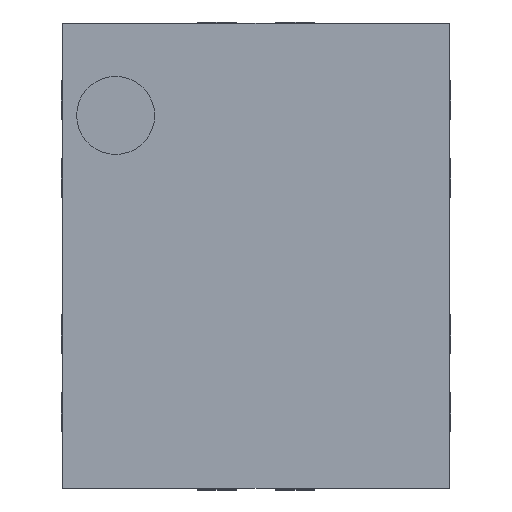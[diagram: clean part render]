
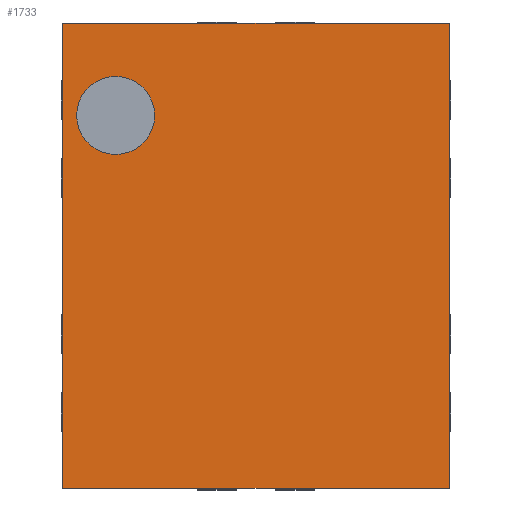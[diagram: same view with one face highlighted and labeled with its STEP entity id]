
A CAD part, top view. The second image highlights one B-rep face of the part: STEP entity #1733.
In plain terms, the highlighted planar face has unit normal (0, 0, 1).
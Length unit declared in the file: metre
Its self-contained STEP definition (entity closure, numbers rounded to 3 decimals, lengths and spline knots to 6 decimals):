
#116=LINE('',#2595,#335);
#117=LINE('',#2598,#336);
#118=LINE('',#2600,#337);
#119=LINE('',#2602,#338);
#335=VECTOR('',#2106,1.);
#336=VECTOR('',#2107,1.);
#337=VECTOR('',#2108,1.);
#338=VECTOR('',#2109,1.);
#603=ORIENTED_EDGE('',*,*,#954,.T.);
#604=ORIENTED_EDGE('',*,*,#1070,.F.);
#605=ORIENTED_EDGE('',*,*,#1071,.T.);
#606=ORIENTED_EDGE('',*,*,#1072,.T.);
#607=ORIENTED_EDGE('',*,*,#1073,.F.);
#954=EDGE_CURVE('',#1199,#1199,#1363,.T.);
#1070=EDGE_CURVE('',#1293,#1294,#116,.T.);
#1071=EDGE_CURVE('',#1293,#1295,#117,.T.);
#1072=EDGE_CURVE('',#1295,#1296,#118,.T.);
#1073=EDGE_CURVE('',#1294,#1296,#119,.T.);
#1199=VERTEX_POINT('',#2351);
#1293=VERTEX_POINT('',#2596);
#1294=VERTEX_POINT('',#2597);
#1295=VERTEX_POINT('',#2599);
#1296=VERTEX_POINT('',#2601);
#1363=CIRCLE('',#1791,0.00025);
#1425=EDGE_LOOP('',(#603));
#1426=EDGE_LOOP('',(#604,#605,#606,#607));
#1514=FACE_BOUND('',#1425,.T.);
#1515=FACE_BOUND('',#1426,.T.);
#1601=PLANE('',#1837);
#1733=ADVANCED_FACE('',(#1514,#1515),#1601,.T.);
#1791=AXIS2_PLACEMENT_3D('',#2350,#1908,#1909);
#1837=AXIS2_PLACEMENT_3D('',#2594,#2104,#2105);
#1908=DIRECTION('',(0.,0.,-1.));
#1909=DIRECTION('',(0.,-1.,0.));
#2104=DIRECTION('',(0.,0.,1.));
#2105=DIRECTION('',(0.,-1.,0.));
#2106=DIRECTION('',(1.,0.,0.));
#2107=DIRECTION('',(0.,-1.,0.));
#2108=DIRECTION('',(1.,0.,0.));
#2109=DIRECTION('',(0.,-1.,0.));
#2350=CARTESIAN_POINT('',(-0.0009,0.0009,0.00077));
#2351=CARTESIAN_POINT('',(-0.0009,0.00065,0.00077));
#2594=CARTESIAN_POINT('',(-0.00149,0.00149,0.00077));
#2595=CARTESIAN_POINT('',(-0.00149,0.00149,0.00077));
#2596=CARTESIAN_POINT('',(-0.00124,0.00149,0.00077));
#2597=CARTESIAN_POINT('',(0.00124,0.00149,0.00077));
#2598=CARTESIAN_POINT('',(-0.00124,0.00149,0.00077));
#2599=CARTESIAN_POINT('',(-0.00124,-0.00149,0.00077));
#2600=CARTESIAN_POINT('',(-0.00149,-0.00149,0.00077));
#2601=CARTESIAN_POINT('',(0.00124,-0.00149,0.00077));
#2602=CARTESIAN_POINT('',(0.00124,0.00149,0.00077));
